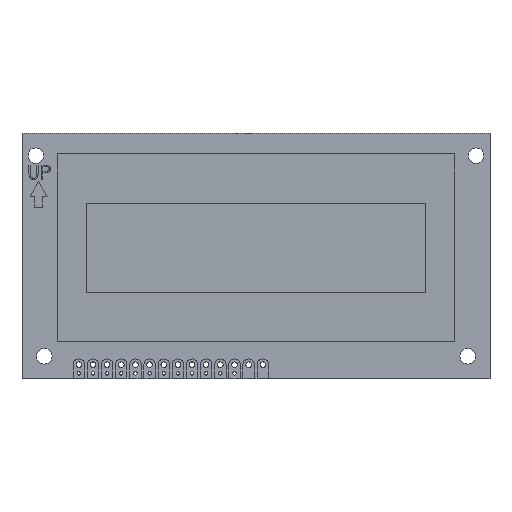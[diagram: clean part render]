
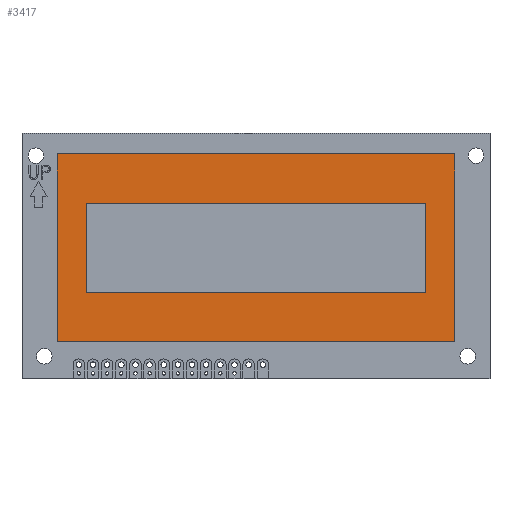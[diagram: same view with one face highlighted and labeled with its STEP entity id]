
A CAD part, top view. The second image highlights one B-rep face of the part: STEP entity #3417.
In plain terms, the highlighted planar face has unit normal (0, 0, 1).
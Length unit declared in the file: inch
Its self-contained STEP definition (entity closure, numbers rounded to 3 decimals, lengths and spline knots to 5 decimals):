
#3153 = VERTEX_POINT ( 'NONE', #8032 ) ;
#3155 = EDGE_CURVE ( 'NONE', #3156, #3153, #8031, .T. ) ;
#3156 = VERTEX_POINT ( 'NONE', #8027 ) ;
#3269 = VERTEX_POINT ( 'NONE', #8168 ) ;
#3270 = ORIENTED_EDGE ( 'NONE', *, *, #3271, .F. ) ;
#3271 = EDGE_CURVE ( 'NONE', #3272, #3269, #8167, .T. ) ;
#3272 = VERTEX_POINT ( 'NONE', #8163 ) ;
#3273 = ORIENTED_EDGE ( 'NONE', *, *, #3274, .F. ) ;
#3274 = EDGE_CURVE ( 'NONE', #3422, #3272, #8161, .T. ) ;
#3275 = EDGE_LOOP ( 'NONE', ( #3276, #3277, #3278, #3279 ) ) ;
#3276 = ORIENTED_EDGE ( 'NONE', *, *, #3155, .T. ) ;
#3277 = ORIENTED_EDGE ( 'NONE', *, *, #3426, .T. ) ;
#3278 = ORIENTED_EDGE ( 'NONE', *, *, #3435, .T. ) ;
#3279 = ORIENTED_EDGE ( 'NONE', *, *, #3415, .T. ) ;
#3294 = ORIENTED_EDGE ( 'NONE', *, *, #3295, .F. ) ;
#3295 = EDGE_CURVE ( 'NONE', #3269, #3421, #8122, .T. ) ;
#3415 = EDGE_CURVE ( 'NONE', #3433, #3156, #8543, .T. ) ;
#3417 = ADVANCED_FACE ( 'NONE', ( #8539, #8538 ), #8501, .T. ) ;
#3418 = EDGE_LOOP ( 'NONE', ( #3419, #3294, #3270, #3273 ) ) ;
#3419 = ORIENTED_EDGE ( 'NONE', *, *, #3420, .F. ) ;
#3420 = EDGE_CURVE ( 'NONE', #3421, #3422, #8500, .T. ) ;
#3421 = VERTEX_POINT ( 'NONE', #8636 ) ;
#3422 = VERTEX_POINT ( 'NONE', #8635 ) ;
#3424 = VERTEX_POINT ( 'NONE', #8634 ) ;
#3426 = EDGE_CURVE ( 'NONE', #3153, #3424, #8632, .T. ) ;
#3433 = VERTEX_POINT ( 'NONE', #8819 ) ;
#3435 = EDGE_CURVE ( 'NONE', #3424, #3433, #8818, .T. ) ;
#8027 = CARTESIAN_POINT ( 'NONE',  ( 0.24803, 1.58661, 0.2445 ) ) ;
#8028 = DIRECTION ( 'NONE',  ( 0., -1., 0. ) ) ;
#8029 = VECTOR ( 'NONE', #8028, 39.37008 ) ;
#8030 = CARTESIAN_POINT ( 'NONE',  ( 0.24803, 1.58661, 0.2445 ) ) ;
#8031 = LINE ( 'NONE', #8030, #8029 ) ;
#8032 = CARTESIAN_POINT ( 'NONE',  ( 0.24803, 0.26378, 0.2445 ) ) ;
#8122 = LINE ( 'NONE', #8232, #8231 ) ;
#8158 = DIRECTION ( 'NONE',  ( 1., 0., 0. ) ) ;
#8159 = VECTOR ( 'NONE', #8158, 39.37008 ) ;
#8160 = CARTESIAN_POINT ( 'NONE',  ( 0.45276, 0.61024, 0.2445 ) ) ;
#8161 = LINE ( 'NONE', #8160, #8159 ) ;
#8163 = CARTESIAN_POINT ( 'NONE',  ( 2.85433, 0.61024, 0.2445 ) ) ;
#8164 = DIRECTION ( 'NONE',  ( 0., 1., 0. ) ) ;
#8165 = VECTOR ( 'NONE', #8164, 39.37008 ) ;
#8166 = CARTESIAN_POINT ( 'NONE',  ( 2.85433, 1.24016, 0.2445 ) ) ;
#8167 = LINE ( 'NONE', #8166, #8165 ) ;
#8168 = CARTESIAN_POINT ( 'NONE',  ( 2.85433, 1.24016, 0.2445 ) ) ;
#8230 = DIRECTION ( 'NONE',  ( -1., 0., 0. ) ) ;
#8231 = VECTOR ( 'NONE', #8230, 39.37008 ) ;
#8232 = CARTESIAN_POINT ( 'NONE',  ( 0.45276, 1.24016, 0.2445 ) ) ;
#8496 = DIRECTION ( 'NONE',  ( 1., 0., 0. ) ) ;
#8497 = DIRECTION ( 'NONE',  ( 0., 0., 1. ) ) ;
#8498 = CARTESIAN_POINT ( 'NONE',  ( 0.24803, 1.58661, 0.2445 ) ) ;
#8499 = AXIS2_PLACEMENT_3D ( 'NONE', #8498, #8497, #8496 ) ;
#8500 = LINE ( 'NONE', #8639, #8638 ) ;
#8501 = PLANE ( 'NONE',  #8499 ) ;
#8538 = FACE_OUTER_BOUND ( 'NONE', #3275, .T. ) ;
#8539 = FACE_BOUND ( 'NONE', #3418, .T. ) ;
#8540 = DIRECTION ( 'NONE',  ( -1., 0., 0. ) ) ;
#8541 = VECTOR ( 'NONE', #8540, 39.37008 ) ;
#8542 = CARTESIAN_POINT ( 'NONE',  ( 0.24803, 1.58661, 0.2445 ) ) ;
#8543 = LINE ( 'NONE', #8542, #8541 ) ;
#8629 = DIRECTION ( 'NONE',  ( 1., 0., 0. ) ) ;
#8630 = VECTOR ( 'NONE', #8629, 39.37008 ) ;
#8631 = CARTESIAN_POINT ( 'NONE',  ( 0.24803, 0.26378, 0.2445 ) ) ;
#8632 = LINE ( 'NONE', #8631, #8630 ) ;
#8634 = CARTESIAN_POINT ( 'NONE',  ( 3.05906, 0.26378, 0.2445 ) ) ;
#8635 = CARTESIAN_POINT ( 'NONE',  ( 0.45276, 0.61024, 0.2445 ) ) ;
#8636 = CARTESIAN_POINT ( 'NONE',  ( 0.45276, 1.24016, 0.2445 ) ) ;
#8637 = DIRECTION ( 'NONE',  ( 0., -1., 0. ) ) ;
#8638 = VECTOR ( 'NONE', #8637, 39.37008 ) ;
#8639 = CARTESIAN_POINT ( 'NONE',  ( 0.45276, 1.24016, 0.2445 ) ) ;
#8815 = DIRECTION ( 'NONE',  ( 0., 1., 0. ) ) ;
#8816 = VECTOR ( 'NONE', #8815, 39.37008 ) ;
#8817 = CARTESIAN_POINT ( 'NONE',  ( 3.05906, 1.58661, 0.2445 ) ) ;
#8818 = LINE ( 'NONE', #8817, #8816 ) ;
#8819 = CARTESIAN_POINT ( 'NONE',  ( 3.05906, 1.58661, 0.2445 ) ) ;
